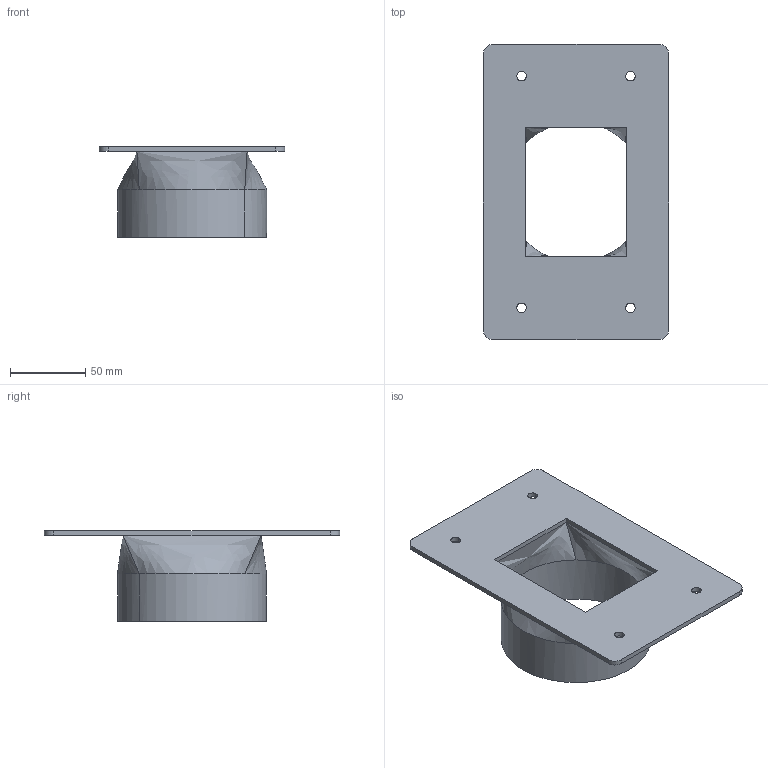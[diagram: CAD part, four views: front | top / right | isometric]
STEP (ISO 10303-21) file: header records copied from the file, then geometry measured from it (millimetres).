
FILE_DESCRIPTION(/* description */ (''),/* implementation_level */ '2;1');
FILE_NAME(/* name */ '13 - Collection Port B',/* time_stamp */ '2024-01-12T11:42:58-06:00',/* author */ (''),/* organization */ (''),/* preprocessor_version */ 'ST-DEVELOPER v16.5',/* originating_system */ 'Rhino 7.34',/* authorisation */ '');
FILE_SCHEMA (('CONFIG_CONTROL_DESIGN'));
Length unit declared in the file: inch
Products named in the file (1): Document
Bounding box: 123.09 x 195.93 x 60.33 mm (x, y, z)
Volume: 110345.6 mm3; surface area: 74798.8 mm2
Topology: 1 solids, 1 shells, 35 faces, 88 edges, 56 vertices
Faces by surface type: cylinder 16, plane 11, bspline 8
Entity records: 1129 total; most frequent: CARTESIAN_POINT 474, ORIENTED_EDGE 176, EDGE_CURVE 88, VERTEX_POINT 56, EDGE_LOOP 46, ADVANCED_FACE 35, FACE_OUTER_BOUND 35, DIRECTION 31
